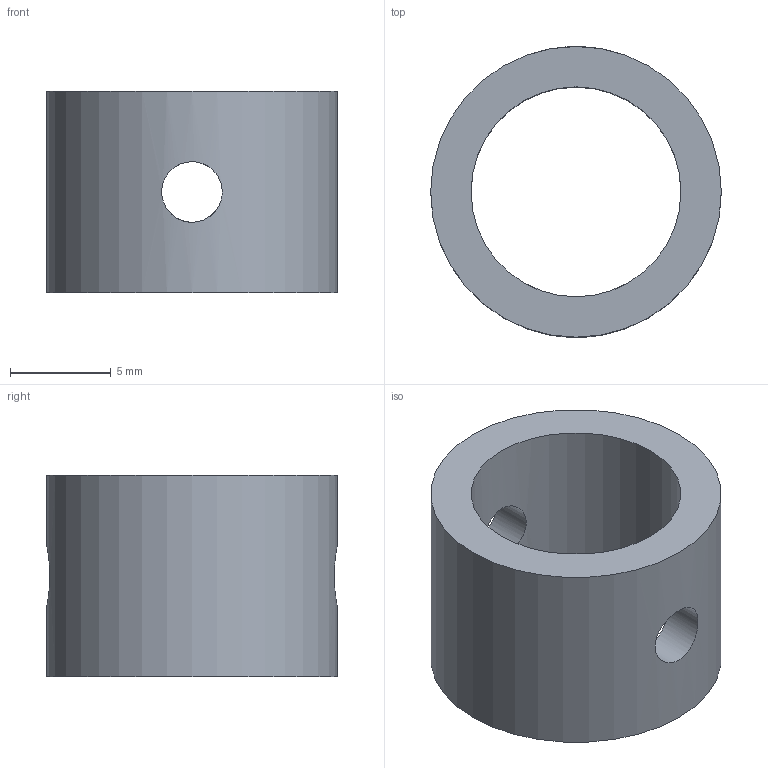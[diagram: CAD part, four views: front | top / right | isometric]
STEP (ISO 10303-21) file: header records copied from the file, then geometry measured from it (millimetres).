
FILE_DESCRIPTION(('FreeCAD Model'),'2;1');
FILE_NAME('Open CASCADE Shape Model','2025-10-20T18:04:44',(''),(''), 'Open CASCADE STEP processor 7.7','FreeCAD','Unknown');
FILE_SCHEMA(('AUTOMOTIVE_DESIGN { 1 0 10303 214 1 1 1 1 }'));
Length unit declared in the file: millimetre
Products named in the file (1): SlidingStop
Bounding box: 14.4 x 14.4 x 10 mm (x, y, z)
Volume: 750.6 mm3; surface area: 944.7 mm2
Topology: 1 solids, 1 shells, 6 faces, 12 edges, 8 vertices
Faces by surface type: cylinder 4, plane 2
Full cylindrical faces by diameter (mm): 3 x2, 10.4 x1, 14.4 x1
Entity records: 386 total; most frequent: CARTESIAN_POINT 227, DIRECTION 26, ORIENTED_EDGE 24, FACE_BOUND 12, EDGE_LOOP 12, EDGE_CURVE 12, AXIS2_PLACEMENT_3D 11, VERTEX_POINT 8
